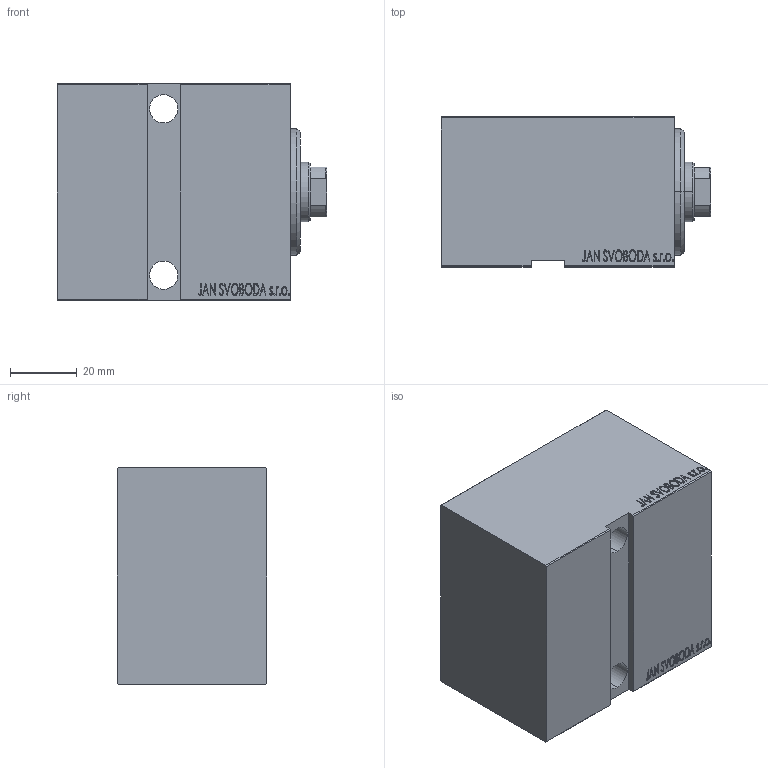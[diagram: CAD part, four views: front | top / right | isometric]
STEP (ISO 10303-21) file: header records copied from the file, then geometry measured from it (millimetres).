
FILE_DESCRIPTION (( 'STEP AP203' ), '1' );
FILE_NAME ('0ea4.STEP', '2024-02-11T10:55:21', ( '' ), ( '' ), 'SwSTEP 2.0', 'SolidWorks 2019', '' );
FILE_SCHEMA (( 'CONFIG_CONTROL_DESIGN' ));
Length unit declared in the file: millimetre
Products named in the file (4): V450CM_E_Body 43b5a9958d5dd56c5ddf4ef51f4d9e9c; V450CM_VC_B 43b5a9958d5dd56c5ddf4ef51f4d9e9c; V450CM_E_VCP 43b5a9958d5dd56c5ddf4ef51f4d9e9c; 0ea4
Assembly tree (3 placements, depth 2):
  0ea4
    V450CM_E_Body 43b5a9958d5dd56c5ddf4ef51f4d9e9c
    V450CM_E_VCP 43b5a9958d5dd56c5ddf4ef51f4d9e9c
    V450CM_VC_B 43b5a9958d5dd56c5ddf4ef51f4d9e9c
Bounding box: 81 x 45 x 65 mm (x, y, z)
Volume: 191533.9 mm3; surface area: 40141.5 mm2
Topology: 3 solids, 3 shells, 846 faces, 2180 edges, 1445 vertices
Faces by surface type: plane 408, bspline 380, cylinder 44, cone 14
Entity records: 42956 total; most frequent: CARTESIAN_POINT 24447, ORIENTED_EDGE 4356, DIRECTION 2450, EDGE_CURVE 2178, VERTEX_POINT 1445, VECTOR 1306, LINE 1306, EDGE_LOOP 963
